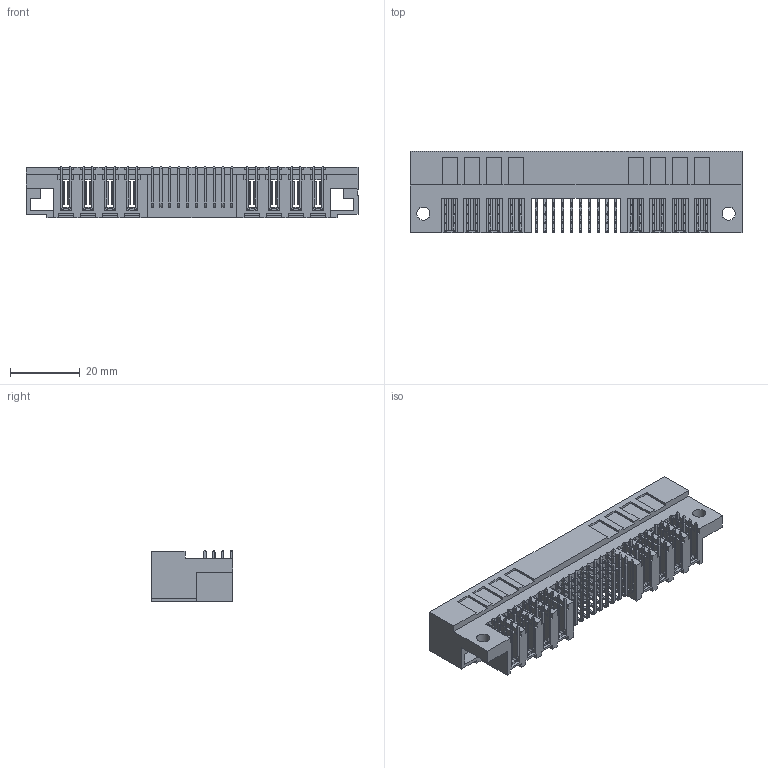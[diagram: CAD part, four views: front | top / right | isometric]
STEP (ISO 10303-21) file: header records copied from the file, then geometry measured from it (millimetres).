
FILE_DESCRIPTION(/* description */ ('STEP AP214'),/* implementation_level */ '2;1');
FILE_NAME(/* name */ 'PETC-04-40-04-01-L-RA-SD',/* time_stamp */ '2023-10-29T02:00:49+01:00',/* author */ ('License CC BY-ND 4.0'),/* organization */ ('CADENAS'),/* preprocessor_version */ 'ST-DEVELOPER v19.3',/* originating_system */ 'PARTsolutions',/* authorisation */ ' ');
FILE_SCHEMA (('AUTOMOTIVE_DESIGN {1 0 10303 214 3 1 1}'));
Length unit declared in the file: millimetre
Products named in the file (4): PETC-04-40-04-01-L-RA-SD; PETC-04-40-04-01-L-RA-SD_SP; PETC-04-40-04-RA_pp; PETC-04-40-04-SD-RA_ter
Assembly tree (3 placements, depth 2):
  PETC-04-40-04-01-L-RA-SD
    PETC-04-40-04-01-L-RA-SD_SP
    PETC-04-40-04-RA_pp
    PETC-04-40-04-SD-RA_ter
Bounding box: 95.25 x 23.5 x 14.85 mm (x, y, z)
Volume: 11380.5 mm3; surface area: 25223.4 mm2
Topology: 3 solids, 3 shells, 2141 faces, 5702 edges, 3610 vertices
Faces by surface type: plane 1931, cylinder 210
Full cylindrical faces by diameter (mm): 3.81 x2
Entity records: 64906 total; most frequent: CARTESIAN_POINT 11451, ORIENTED_EDGE 11396, DIRECTION 10408, EDGE_CURVE 5698, LINE 5278, VECTOR 5278, VERTEX_POINT 3608, AXIS2_PLACEMENT_3D 2565
